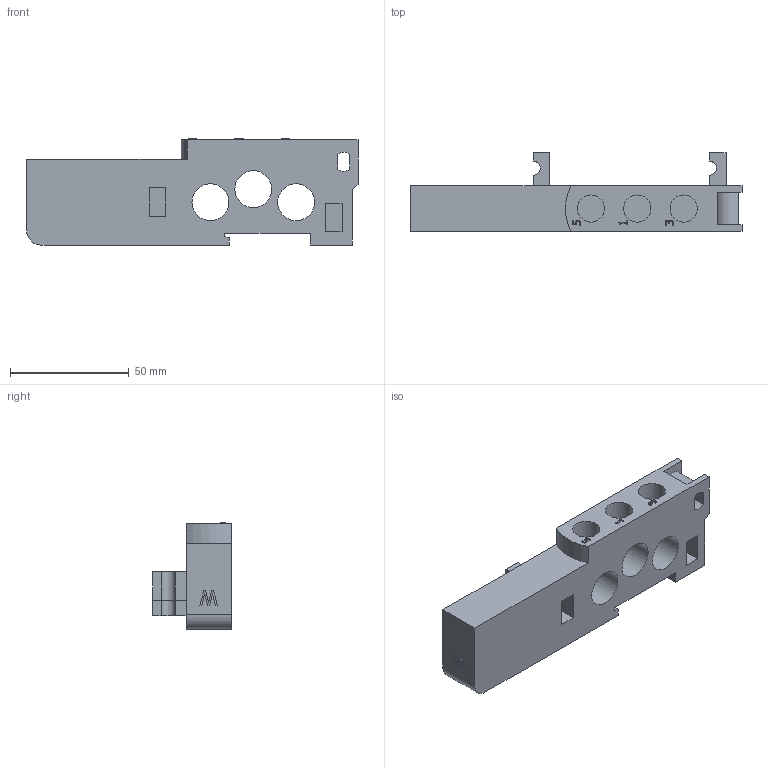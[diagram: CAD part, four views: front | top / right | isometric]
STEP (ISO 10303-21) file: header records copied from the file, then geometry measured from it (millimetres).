
FILE_DESCRIPTION((''),'2;1');
FILE_NAME('2530_10.stp','2009-04-16T15:43:28',('brembcl1'),(''),'Autodesk Inventor 2009','Autodesk Inventor 2009','');
FILE_SCHEMA(('AUTOMOTIVE_DESIGN { 1 0 10303 214 1 1 1 1 }'));
Length unit declared in the file: millimetre
Products named in the file (1): 2530_10
Bounding box: 139.5 x 33 x 44.6 mm (x, y, z)
Volume: 84839.7 mm3; surface area: 23761.7 mm2
Topology: 1 solids, 1 shells, 151 faces, 406 edges, 270 vertices
Faces by surface type: plane 102, bspline 33, cylinder 16
Full cylindrical faces by diameter (mm): 7 x2, 11.445 x3, 15.5 x3
Entity records: 5008 total; most frequent: CARTESIAN_POINT 1353, ORIENTED_EDGE 796, DIRECTION 608, EDGE_CURVE 398, VECTOR 294, LINE 294, VERTEX_POINT 270, EDGE_LOOP 180
